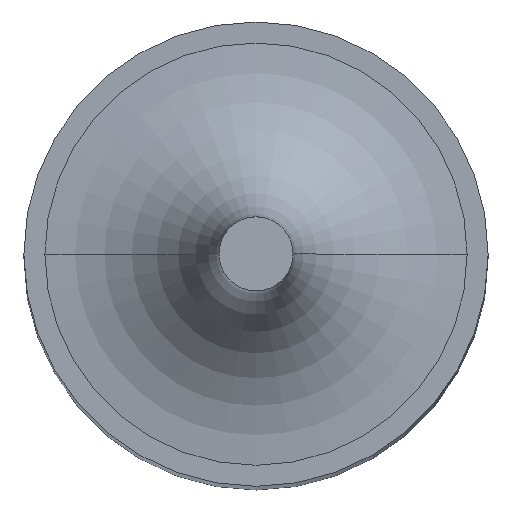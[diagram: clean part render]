
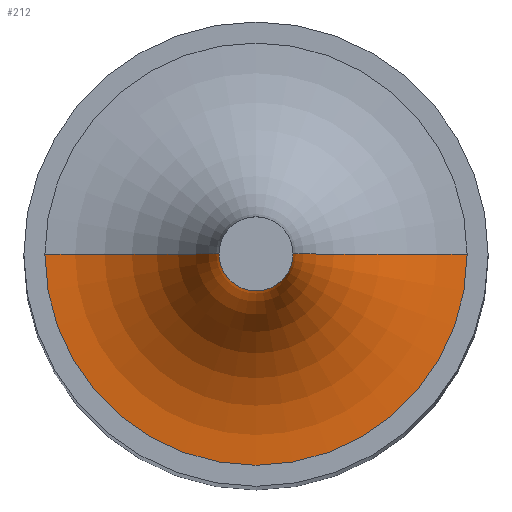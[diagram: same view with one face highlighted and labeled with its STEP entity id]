
A CAD part, top view. The second image highlights one B-rep face of the part: STEP entity #212.
In plain terms, the highlighted toroidal (fillet/blend) face has major radius 8.662 mm and minor radius 7.143 mm.
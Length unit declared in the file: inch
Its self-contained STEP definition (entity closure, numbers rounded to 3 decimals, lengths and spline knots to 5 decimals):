
#23 = AXIS2_PLACEMENT_3D ( 'NONE', #124, #35, #32 ) ;
#27 = DIRECTION ( 'NONE',  ( -1., 0., 0. ) ) ;
#32 = DIRECTION ( 'NONE',  ( -1., 0., 0. ) ) ;
#35 = DIRECTION ( 'NONE',  ( 0., 0., -1. ) ) ;
#41 = CIRCLE ( 'NONE', #97, 0.2812 ) ;
#55 = CIRCLE ( 'NONE', #150, 0.2812 ) ;
#80 = EDGE_LOOP ( 'NONE', ( #266, #179, #384, #368 ) ) ;
#83 = DIRECTION ( 'NONE',  ( 0., -1., 0. ) ) ;
#86 = VERTEX_POINT ( 'NONE', #121 ) ;
#93 = CARTESIAN_POINT ( 'NONE',  ( -0.34103, 0., 3.99 ) ) ;
#97 = AXIS2_PLACEMENT_3D ( 'NONE', #390, #83, #337 ) ;
#98 = EDGE_CURVE ( 'NONE', #210, #86, #55, .T. ) ;
#101 = CARTESIAN_POINT ( 'NONE',  ( -0.05983, 0., 3.99 ) ) ;
#111 = VERTEX_POINT ( 'NONE', #216 ) ;
#116 = EDGE_CURVE ( 'NONE', #208, #86, #279, .T. ) ;
#121 = CARTESIAN_POINT ( 'NONE',  ( -0.34103, 0., 3.7088 ) ) ;
#124 = CARTESIAN_POINT ( 'NONE',  ( 0., 0., 3.99 ) ) ;
#150 = AXIS2_PLACEMENT_3D ( 'NONE', #93, #369, #151 ) ;
#151 = DIRECTION ( 'NONE',  ( 0., 0., 1. ) ) ;
#179 = ORIENTED_EDGE ( 'NONE', *, *, #189, .T. ) ;
#183 = EDGE_CURVE ( 'NONE', #111, #208, #41, .T. ) ;
#187 = AXIS2_PLACEMENT_3D ( 'NONE', #225, #351, #381 ) ;
#189 = EDGE_CURVE ( 'NONE', #111, #210, #201, .T. ) ;
#201 = CIRCLE ( 'NONE', #23, 0.05983 ) ;
#202 = CARTESIAN_POINT ( 'NONE',  ( 0.34103, 0., 3.7088 ) ) ;
#208 = VERTEX_POINT ( 'NONE', #202 ) ;
#210 = VERTEX_POINT ( 'NONE', #101 ) ;
#212 = ADVANCED_FACE ( 'NONE', ( #359 ), #404, .F. ) ;
#216 = CARTESIAN_POINT ( 'NONE',  ( 0.05983, 0., 3.99 ) ) ;
#225 = CARTESIAN_POINT ( 'NONE',  ( 0., 0., 3.99 ) ) ;
#252 = DIRECTION ( 'NONE',  ( 0., 0., -1. ) ) ;
#266 = ORIENTED_EDGE ( 'NONE', *, *, #183, .F. ) ;
#279 = CIRCLE ( 'NONE', #286, 0.34103 ) ;
#286 = AXIS2_PLACEMENT_3D ( 'NONE', #287, #252, #27 ) ;
#287 = CARTESIAN_POINT ( 'NONE',  ( 0., 0., 3.7088 ) ) ;
#337 = DIRECTION ( 'NONE',  ( 1., 0., 0. ) ) ;
#351 = DIRECTION ( 'NONE',  ( 0., 0., 1. ) ) ;
#359 = FACE_OUTER_BOUND ( 'NONE', #80, .T. ) ;
#368 = ORIENTED_EDGE ( 'NONE', *, *, #116, .F. ) ;
#369 = DIRECTION ( 'NONE',  ( 0., 1., 0. ) ) ;
#381 = DIRECTION ( 'NONE',  ( -1., 0., 0. ) ) ;
#384 = ORIENTED_EDGE ( 'NONE', *, *, #98, .T. ) ;
#390 = CARTESIAN_POINT ( 'NONE',  ( 0.34103, 0., 3.99 ) ) ;
#404 = TOROIDAL_SURFACE ( 'NONE', #187, 0.34103, 0.2812 ) ;
